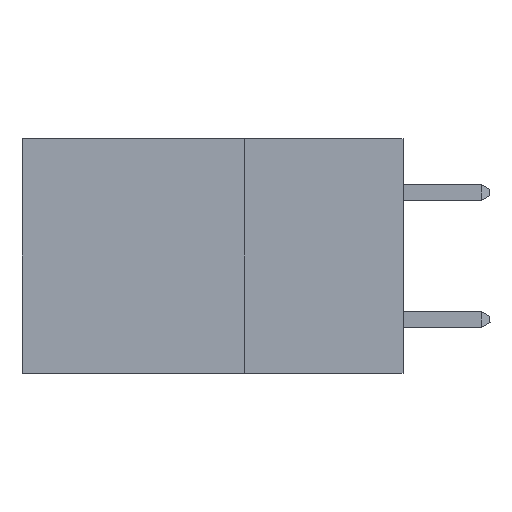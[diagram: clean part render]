
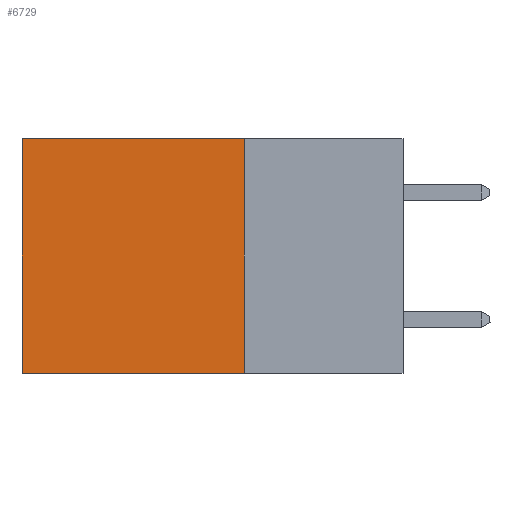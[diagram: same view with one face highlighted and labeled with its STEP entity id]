
A CAD part, left-side view. The second image highlights one B-rep face of the part: STEP entity #6729.
In plain terms, the highlighted planar face has unit normal (-1, 0, 0).
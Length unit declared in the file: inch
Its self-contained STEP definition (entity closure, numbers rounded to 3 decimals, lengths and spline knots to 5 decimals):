
#412 = ORIENTED_EDGE ( 'NONE', *, *, #21006, .F. ) ;
#462 = VERTEX_POINT ( 'NONE', #11935 ) ;
#1196 = LINE ( 'NONE', #26696, #35689 ) ;
#1435 = EDGE_CURVE ( 'NONE', #28962, #19829, #1196, .T. ) ;
#1493 = CARTESIAN_POINT ( 'NONE',  ( 0.2875, 0.25, -0.37 ) ) ;
#1546 = DIRECTION ( 'NONE',  ( 0., 0., -1. ) ) ;
#1881 = EDGE_CURVE ( 'NONE', #28962, #14988, #10685, .T. ) ;
#2079 = DIRECTION ( 'NONE',  ( 0., 1., 0. ) ) ;
#3471 = CARTESIAN_POINT ( 'NONE',  ( 0.2875, 0.6, 0. ) ) ;
#4798 = VECTOR ( 'NONE', #23003, 39.37008 ) ;
#5024 = PLANE ( 'NONE',  #15649 ) ;
#5871 = ORIENTED_EDGE ( 'NONE', *, *, #34756, .T. ) ;
#6729 = ADVANCED_FACE ( 'NONE', ( #18542 ), #5024, .F. ) ;
#7126 = VECTOR ( 'NONE', #8293, 39.37008 ) ;
#8293 = DIRECTION ( 'NONE',  ( 0., 1., 0. ) ) ;
#10145 = CARTESIAN_POINT ( 'NONE',  ( 0.2875, 0.25, 0. ) ) ;
#10685 = LINE ( 'NONE', #27048, #32770 ) ;
#11935 = CARTESIAN_POINT ( 'NONE',  ( 0.2875, 0.6, -0.37 ) ) ;
#13843 = ORIENTED_EDGE ( 'NONE', *, *, #1435, .F. ) ;
#14037 = CARTESIAN_POINT ( 'NONE',  ( 0.2875, 0.6, 0. ) ) ;
#14988 = VERTEX_POINT ( 'NONE', #14037 ) ;
#15649 = AXIS2_PLACEMENT_3D ( 'NONE', #10145, #30153, #35613 ) ;
#18542 = FACE_OUTER_BOUND ( 'NONE', #27691, .T. ) ;
#19027 = ORIENTED_EDGE ( 'NONE', *, *, #1881, .T. ) ;
#19829 = VERTEX_POINT ( 'NONE', #1493 ) ;
#21006 = EDGE_CURVE ( 'NONE', #19829, #462, #30692, .T. ) ;
#23003 = DIRECTION ( 'NONE',  ( 0., 0., -1. ) ) ;
#26696 = CARTESIAN_POINT ( 'NONE',  ( 0.2875, 0.25, 0. ) ) ;
#27048 = CARTESIAN_POINT ( 'NONE',  ( 0.2875, 0.25, 0. ) ) ;
#27691 = EDGE_LOOP ( 'NONE', ( #5871, #412, #13843, #19027 ) ) ;
#28440 = LINE ( 'NONE', #3471, #4798 ) ;
#28962 = VERTEX_POINT ( 'NONE', #32132 ) ;
#30153 = DIRECTION ( 'NONE',  ( 1., 0., 0. ) ) ;
#30692 = LINE ( 'NONE', #31042, #7126 ) ;
#31042 = CARTESIAN_POINT ( 'NONE',  ( 0.2875, 0.25, -0.37 ) ) ;
#32132 = CARTESIAN_POINT ( 'NONE',  ( 0.2875, 0.25, 0. ) ) ;
#32770 = VECTOR ( 'NONE', #2079, 39.37008 ) ;
#34756 = EDGE_CURVE ( 'NONE', #14988, #462, #28440, .T. ) ;
#35613 = DIRECTION ( 'NONE',  ( 0., 0., -1. ) ) ;
#35689 = VECTOR ( 'NONE', #1546, 39.37008 ) ;
